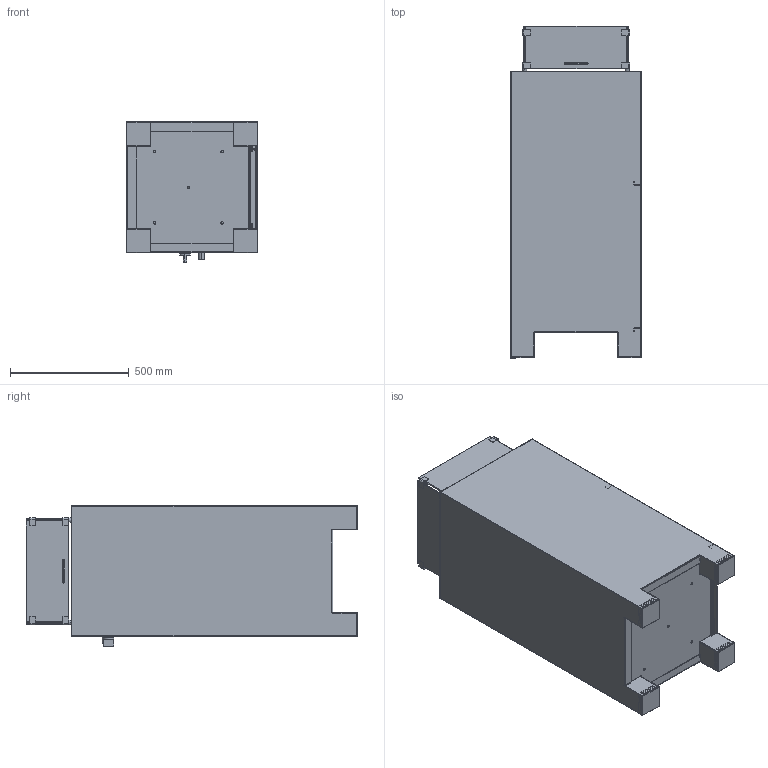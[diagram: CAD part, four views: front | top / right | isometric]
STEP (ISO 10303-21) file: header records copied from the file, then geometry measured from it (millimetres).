
FILE_DESCRIPTION (( 'STEP AP203' ), '1' );
FILE_NAME ('BRANN- VBC4 WIth Glass.STEP', '2021-05-05T12:06:54', ( '' ), ( '' ), 'SwSTEP 2.0', 'SolidWorks 2020', '' );
FILE_SCHEMA (( 'CONFIG_CONTROL_DESIGN' ));
Length unit declared in the file: millimetre
Products named in the file (29): BRANN- VBC4 Reinforcement 1; BURNI Gas unit; BRANN- VBC4  PA 6x8x10x10x2 DIN1494; BRANN- VBC4 base; BRANN- VBC4 bottom; BRANN Glasset; BRANN- VBC4 leg; BRANN- VBC4 Plastic feet 100x100; BRANN- VBC4 Reinforcement 2; Magnetic lock 2; BRANN- VBC4 top plate; BRANN-  VBC4 door pen; BRANN- VBC4 Door; BRANN- VBC4 top; BRANN- VBC4 magnetic plate; BRANN- VBC4 side bediening; BRANN- VBC4 side door; BRANN- VBC4 connection bediening; BURNI Regulator; prevailing torque nut style 1 insert_din_DIN EN ISO 7040 - M6 - N; BRANN glas klem; socket countersunk head screw_din_DIN 7991 - M3 x 8 --- 4.8N; BRANN- VBC4 door strip 1; BRANN glas; BRANN glas klem - boven; BRANN- VBC4 side door 3; BRANN- VBC4 side door 2; BRANN- VBC4 door base; BRANN- VBC4 WIth Glass
Assembly tree (48 placements, depth 3):
  BRANN- VBC4 WIth Glass
    BRANN- VBC4 base
      BRANN- VBC4 top
      BRANN- VBC4 leg  x4
      BRANN- VBC4 side bediening
      BRANN- VBC4 connection bediening  x2
      BRANN- VBC4 side door
      BRANN- VBC4 top plate
      BRANN- VBC4  PA 6x8x10x10x2 DIN1494  x2
      Magnetic lock 2
      socket countersunk head screw_din_DIN 7991 - M3 x 8 --- 4.8N  x2
      BRANN- VBC4 Reinforcement 1
      BRANN- VBC4 Reinforcement 2
      BRANN- VBC4 side door 2
      BRANN- VBC4 side door 3
      BRANN- VBC4 bottom
    BRANN- VBC4 Door
      BRANN- VBC4 door base
      BRANN- VBC4  PA 6x8x10x10x2 DIN1494  x2
      BRANN- VBC4 magnetic plate
      BRANN- VBC4 door strip 1
    BRANN- VBC4 Plastic feet 100x100  x4
    BURNI Gas unit
    BURNI Regulator
    BRANN-  VBC4 door pen
    prevailing torque nut style 1 insert_din_DIN EN ISO 7040 - M6 - N
    BRANN Glasset
      BRANN glas  x4
      BRANN glas klem  x4
      BRANN glas klem - boven  x4
Bounding box: 550 x 1396 x 590 mm (x, y, z)
Volume: 9673592.6 mm3; surface area: 8142823.4 mm2
Topology: 137 solids, 137 shells, 2979 faces, 7487 edges, 4824 vertices
Faces by surface type: plane 1723, cylinder 642, bspline 476, cone 74, torus 44, sphere 20
Entity records: 49862 total; most frequent: CARTESIAN_POINT 17512, ORIENTED_EDGE 6108, DIRECTION 5534, EDGE_CURVE 3054, VECTOR 2076, LINE 2076, VERTEX_POINT 1935, AXIS2_PLACEMENT_3D 1729
